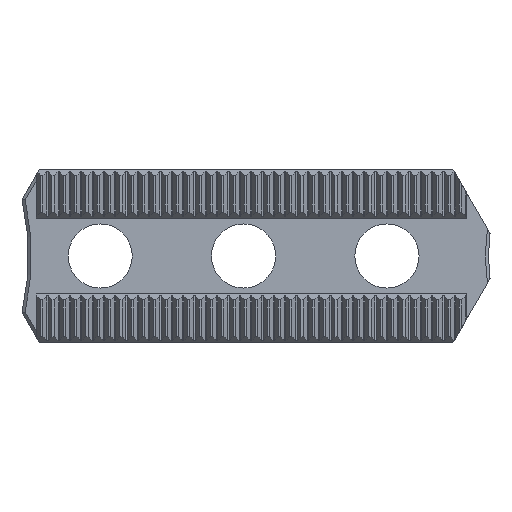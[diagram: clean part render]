
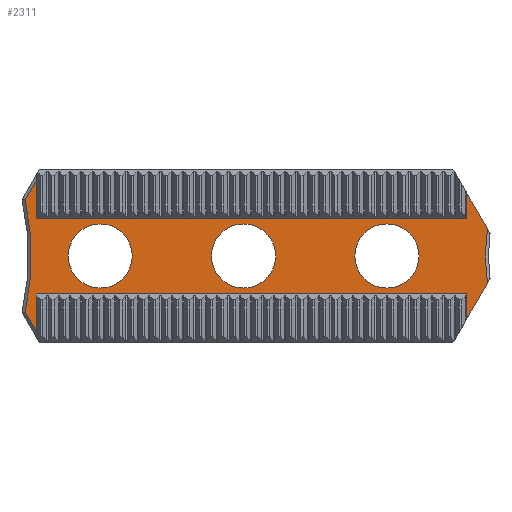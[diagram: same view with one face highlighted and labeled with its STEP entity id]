
A CAD part, left-side view. The second image highlights one B-rep face of the part: STEP entity #2311.
In plain terms, the highlighted planar face has unit normal (-1, 0, 0).
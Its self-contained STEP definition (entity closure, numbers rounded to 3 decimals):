
#87 = DIRECTION ( 'NONE',  ( 0., 0., 1. ) ) ;
#106 = CARTESIAN_POINT ( 'NONE',  ( 4., 0.181, 3.583 ) ) ;
#612 = EDGE_CURVE ( 'NONE', #8266, #8266, #7089, .T. ) ;
#665 = DIRECTION ( 'NONE',  ( 1., 0., 0. ) ) ;
#684 = ORIENTED_EDGE ( 'NONE', *, *, #8724, .F. ) ;
#898 = CARTESIAN_POINT ( 'NONE',  ( 4., 60., -5. ) ) ;
#961 = ORIENTED_EDGE ( 'NONE', *, *, #9850, .T. ) ;
#1063 = CARTESIAN_POINT ( 'NONE',  ( 4., 3., 8.466 ) ) ;
#1073 = ORIENTED_EDGE ( 'NONE', *, *, #4541, .T. ) ;
#1296 = CARTESIAN_POINT ( 'NONE',  ( 4., 60., -11.5 ) ) ;
#1598 = LINE ( 'NONE', #4744, #5422 ) ;
#1675 = VERTEX_POINT ( 'NONE', #8259 ) ;
#1700 = CARTESIAN_POINT ( 'NONE',  ( 4., 3., -11.5 ) ) ;
#2045 = CARTESIAN_POINT ( 'NONE',  ( 4., 61.438, -7.436 ) ) ;
#2057 = DIRECTION ( 'NONE',  ( 0., 1., 0. ) ) ;
#2099 = LINE ( 'NONE', #12940, #5038 ) ;
#2149 = CARTESIAN_POINT ( 'NONE',  ( 4., 60., 5. ) ) ;
#2177 = ORIENTED_EDGE ( 'NONE', *, *, #612, .T. ) ;
#2203 = EDGE_LOOP ( 'NONE', ( #10468 ) ) ;
#2311 = ADVANCED_FACE ( 'NONE', ( #8656, #12912, #3329, #11865 ), #10814, .F. ) ;
#2378 = CARTESIAN_POINT ( 'NONE',  ( 4., 3., -5. ) ) ;
#2628 = VECTOR ( 'NONE', #87, 1000. ) ;
#2662 = EDGE_CURVE ( 'NONE', #11873, #9898, #4237, .T. ) ;
#2765 = DIRECTION ( 'NONE',  ( 0., 1., 0. ) ) ;
#2834 = EDGE_CURVE ( 'NONE', #11805, #11805, #8020, .T. ) ;
#2925 = CARTESIAN_POINT ( 'NONE',  ( 4., -29., 0. ) ) ;
#2945 = CARTESIAN_POINT ( 'NONE',  ( 4., 55.75, 0. ) ) ;
#3201 = DIRECTION ( 'NONE',  ( 0., 0.5, -0.866 ) ) ;
#3219 = VERTEX_POINT ( 'NONE', #898 ) ;
#3270 = AXIS2_PLACEMENT_3D ( 'NONE', #3553, #9775, #7822 ) ;
#3329 = FACE_BOUND ( 'NONE', #4798, .T. ) ;
#3552 = CARTESIAN_POINT ( 'NONE',  ( 4., -0.156, -5. ) ) ;
#3553 = CARTESIAN_POINT ( 'NONE',  ( 4., 32.5, 0. ) ) ;
#4130 = DIRECTION ( 'NONE',  ( 0., -0.5, -0.866 ) ) ;
#4237 = LINE ( 'NONE', #4294, #9360 ) ;
#4254 = CARTESIAN_POINT ( 'NONE',  ( 4., 61.438, 7.436 ) ) ;
#4272 = CARTESIAN_POINT ( 'NONE',  ( 4., 51.5, 0. ) ) ;
#4294 = CARTESIAN_POINT ( 'NONE',  ( 4., -0.156, 5. ) ) ;
#4540 = AXIS2_PLACEMENT_3D ( 'NONE', #2925, #11458, #6142 ) ;
#4541 = EDGE_CURVE ( 'NONE', #6116, #9703, #2099, .T. ) ;
#4679 = LINE ( 'NONE', #11117, #13531 ) ;
#4712 = EDGE_CURVE ( 'NONE', #10528, #6938, #4679, .T. ) ;
#4744 = CARTESIAN_POINT ( 'NONE',  ( 4., 3., -11.5 ) ) ;
#4798 = EDGE_LOOP ( 'NONE', ( #12621 ) ) ;
#4805 = EDGE_LOOP ( 'NONE', ( #2177 ) ) ;
#4850 = LINE ( 'NONE', #1700, #9013 ) ;
#4881 = EDGE_CURVE ( 'NONE', #9898, #10075, #5348, .T. ) ;
#5038 = VECTOR ( 'NONE', #4130, 1000. ) ;
#5348 = LINE ( 'NONE', #1296, #10417 ) ;
#5422 = VECTOR ( 'NONE', #13285, 1000. ) ;
#5454 = ORIENTED_EDGE ( 'NONE', *, *, #9663, .F. ) ;
#5495 = CARTESIAN_POINT ( 'NONE',  ( 4., 3., -11.5 ) ) ;
#5602 = ORIENTED_EDGE ( 'NONE', *, *, #4881, .T. ) ;
#5960 = CIRCLE ( 'NONE', #7764, 33.4 ) ;
#5980 = CARTESIAN_POINT ( 'NONE',  ( 4., 94., 0. ) ) ;
#6085 = EDGE_CURVE ( 'NONE', #1675, #11119, #9461, .T. ) ;
#6116 = VERTEX_POINT ( 'NONE', #2045 ) ;
#6142 = DIRECTION ( 'NONE',  ( 0., 1., 0. ) ) ;
#6487 = CARTESIAN_POINT ( 'NONE',  ( 4., 55.029, 18.539 ) ) ;
#6558 = VERTEX_POINT ( 'NONE', #2378 ) ;
#6938 = VERTEX_POINT ( 'NONE', #106 ) ;
#6966 = EDGE_CURVE ( 'NONE', #6558, #3219, #10817, .T. ) ;
#7047 = EDGE_LOOP ( 'NONE', ( #11463, #9404, #9374, #684, #11849, #5602, #961, #9359, #1073, #12817, #7667, #5454 ) ) ;
#7089 = CIRCLE ( 'NONE', #10622, 4.25 ) ;
#7129 = EDGE_CURVE ( 'NONE', #8059, #6116, #5960, .T. ) ;
#7266 = CARTESIAN_POINT ( 'NONE',  ( 4., 60., -9.928 ) ) ;
#7373 = EDGE_CURVE ( 'NONE', #9703, #3219, #9678, .T. ) ;
#7493 = CARTESIAN_POINT ( 'NONE',  ( 4., 4.752, -11.5 ) ) ;
#7509 = CIRCLE ( 'NONE', #3270, 4.25 ) ;
#7535 = LINE ( 'NONE', #6487, #8343 ) ;
#7584 = CARTESIAN_POINT ( 'NONE',  ( 4., 60., -11.5 ) ) ;
#7667 = ORIENTED_EDGE ( 'NONE', *, *, #6966, .F. ) ;
#7764 = AXIS2_PLACEMENT_3D ( 'NONE', #5980, #665, #2765 ) ;
#7821 = DIRECTION ( 'NONE',  ( 0., 1., 0. ) ) ;
#7822 = DIRECTION ( 'NONE',  ( 0., 1., 0. ) ) ;
#7848 = AXIS2_PLACEMENT_3D ( 'NONE', #5495, #8016, #9122 ) ;
#7970 = EDGE_CURVE ( 'NONE', #1675, #6938, #8788, .T. ) ;
#8016 = DIRECTION ( 'NONE',  ( 1., 0., 0. ) ) ;
#8020 = CIRCLE ( 'NONE', #9803, 4.25 ) ;
#8026 = CARTESIAN_POINT ( 'NONE',  ( 4., 3., -8.466 ) ) ;
#8059 = VERTEX_POINT ( 'NONE', #4254 ) ;
#8259 = CARTESIAN_POINT ( 'NONE',  ( 4., 0.181, -3.583 ) ) ;
#8266 = VERTEX_POINT ( 'NONE', #2945 ) ;
#8343 = VECTOR ( 'NONE', #3201, 1000. ) ;
#8570 = DIRECTION ( 'NONE',  ( 0., 0., 1. ) ) ;
#8656 = FACE_OUTER_BOUND ( 'NONE', #7047, .T. ) ;
#8724 = EDGE_CURVE ( 'NONE', #11873, #10528, #4850, .T. ) ;
#8788 = CIRCLE ( 'NONE', #4540, 29.4 ) ;
#9013 = VECTOR ( 'NONE', #13514, 1000. ) ;
#9122 = DIRECTION ( 'NONE',  ( 0., 1., 0. ) ) ;
#9359 = ORIENTED_EDGE ( 'NONE', *, *, #7129, .T. ) ;
#9360 = VECTOR ( 'NONE', #2057, 1000. ) ;
#9374 = ORIENTED_EDGE ( 'NONE', *, *, #4712, .F. ) ;
#9404 = ORIENTED_EDGE ( 'NONE', *, *, #7970, .T. ) ;
#9453 = DIRECTION ( 'NONE',  ( 1., 0., 0. ) ) ;
#9461 = LINE ( 'NONE', #7493, #11982 ) ;
#9663 = EDGE_CURVE ( 'NONE', #11119, #6558, #1598, .T. ) ;
#9678 = LINE ( 'NONE', #7584, #2628 ) ;
#9703 = VERTEX_POINT ( 'NONE', #7266 ) ;
#9775 = DIRECTION ( 'NONE',  ( 1., 0., 0. ) ) ;
#9803 = AXIS2_PLACEMENT_3D ( 'NONE', #13172, #12125, #11148 ) ;
#9850 = EDGE_CURVE ( 'NONE', #10075, #8059, #7535, .T. ) ;
#9898 = VERTEX_POINT ( 'NONE', #2149 ) ;
#10075 = VERTEX_POINT ( 'NONE', #10448 ) ;
#10417 = VECTOR ( 'NONE', #8570, 1000. ) ;
#10448 = CARTESIAN_POINT ( 'NONE',  ( 4., 60., 9.928 ) ) ;
#10468 = ORIENTED_EDGE ( 'NONE', *, *, #2834, .T. ) ;
#10528 = VERTEX_POINT ( 'NONE', #1063 ) ;
#10622 = AXIS2_PLACEMENT_3D ( 'NONE', #4272, #9453, #12529 ) ;
#10814 = PLANE ( 'NONE',  #7848 ) ;
#10817 = LINE ( 'NONE', #3552, #13555 ) ;
#11117 = CARTESIAN_POINT ( 'NONE',  ( 4., 4.752, 11.5 ) ) ;
#11119 = VERTEX_POINT ( 'NONE', #8026 ) ;
#11148 = DIRECTION ( 'NONE',  ( 0., 1., 0. ) ) ;
#11458 = DIRECTION ( 'NONE',  ( 1., 0., 0. ) ) ;
#11463 = ORIENTED_EDGE ( 'NONE', *, *, #6085, .F. ) ;
#11481 = CARTESIAN_POINT ( 'NONE',  ( 4., 17.75, 0. ) ) ;
#11628 = DIRECTION ( 'NONE',  ( 0., 0.5, -0.866 ) ) ;
#11805 = VERTEX_POINT ( 'NONE', #11481 ) ;
#11849 = ORIENTED_EDGE ( 'NONE', *, *, #2662, .T. ) ;
#11865 = FACE_BOUND ( 'NONE', #4805, .T. ) ;
#11873 = VERTEX_POINT ( 'NONE', #13417 ) ;
#11982 = VECTOR ( 'NONE', #11628, 1000. ) ;
#12125 = DIRECTION ( 'NONE',  ( 1., 0., 0. ) ) ;
#12383 = CARTESIAN_POINT ( 'NONE',  ( 4., 36.75, 0. ) ) ;
#12529 = DIRECTION ( 'NONE',  ( 0., 1., 0. ) ) ;
#12621 = ORIENTED_EDGE ( 'NONE', *, *, #12930, .T. ) ;
#12817 = ORIENTED_EDGE ( 'NONE', *, *, #7373, .T. ) ;
#12912 = FACE_BOUND ( 'NONE', #2203, .T. ) ;
#12930 = EDGE_CURVE ( 'NONE', #13431, #13431, #7509, .T. ) ;
#12940 = CARTESIAN_POINT ( 'NONE',  ( 4., 45.069, -35.789 ) ) ;
#13172 = CARTESIAN_POINT ( 'NONE',  ( 4., 13.5, 0. ) ) ;
#13215 = DIRECTION ( 'NONE',  ( 0., -0.5, -0.866 ) ) ;
#13285 = DIRECTION ( 'NONE',  ( 0., 0., 1. ) ) ;
#13417 = CARTESIAN_POINT ( 'NONE',  ( 4., 3., 5. ) ) ;
#13431 = VERTEX_POINT ( 'NONE', #12383 ) ;
#13514 = DIRECTION ( 'NONE',  ( 0., 0., 1. ) ) ;
#13531 = VECTOR ( 'NONE', #13215, 1000. ) ;
#13555 = VECTOR ( 'NONE', #7821, 1000. ) ;
